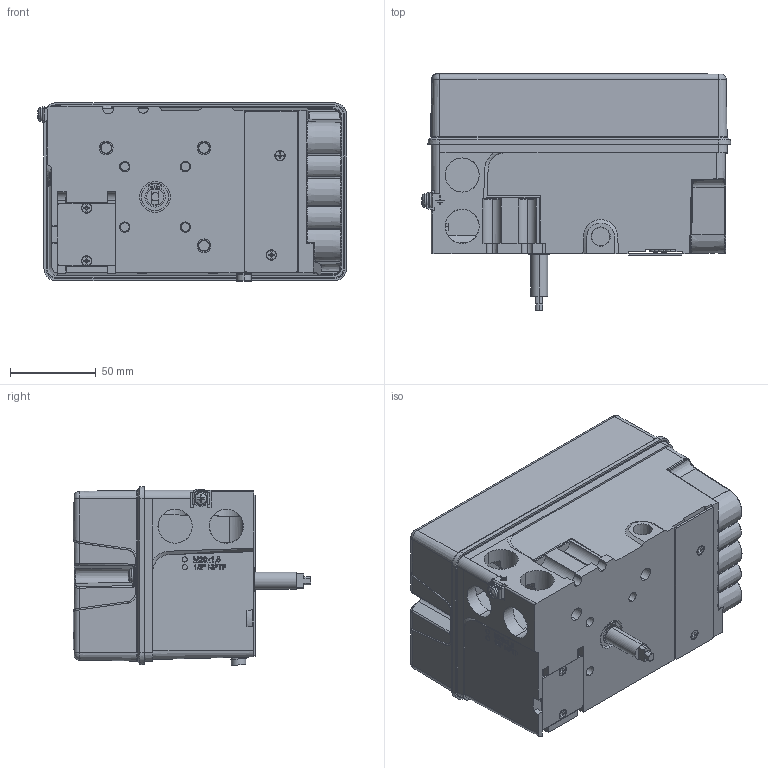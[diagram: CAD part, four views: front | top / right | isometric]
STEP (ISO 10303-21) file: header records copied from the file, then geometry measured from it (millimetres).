
FILE_DESCRIPTION (( 'STEP AP214' ), '1' );
FILE_NAME ('D30_ingen indikator_160812.STEP', '2016-08-12T11:34:39', ( '' ), ( '' ), 'SwSTEP 2.0', 'SolidWorks 2015', '' );
FILE_SCHEMA (( 'AUTOMOTIVE_DESIGN' ));
Length unit declared in the file: millimetre
Products named in the file (1): D30_ingen indikator_160812
Bounding box: 180.78 x 138.77 x 104.27 mm (x, y, z)
Volume: 436798.7 mm3; surface area: 242027.6 mm2
Topology: 22 solids, 22 shells, 3388 faces, 8728 edges, 5661 vertices
Faces by surface type: plane 1811, bspline 517, cylinder 511, cone 496, torus 37, sphere 16
Entity records: 129984 total; most frequent: CARTESIAN_POINT 50515, ORIENTED_EDGE 17342, DIRECTION 14686, EDGE_CURVE 8671, VERTEX_POINT 5659, LINE 5296, VECTOR 5296, AXIS2_PLACEMENT_3D 4695
